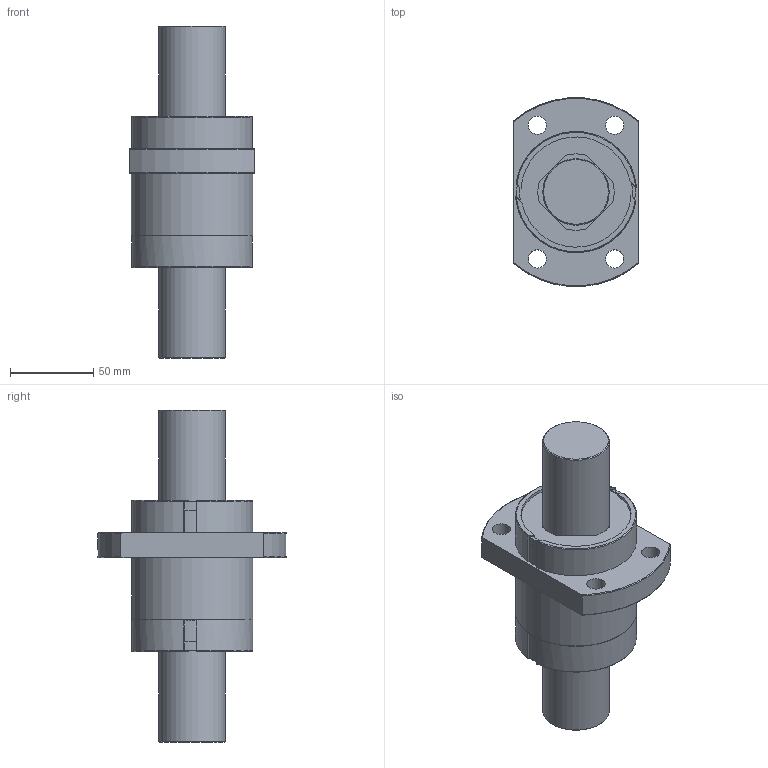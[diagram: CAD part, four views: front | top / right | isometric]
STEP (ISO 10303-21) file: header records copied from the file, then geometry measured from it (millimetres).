
FILE_DESCRIPTION(/* description */ ('STEP AP214'),/* implementation_level */ '2;1');
FILE_NAME(/* name */ 'SFYR4080-1.6(200N1N100-1)',/* time_stamp */ '2025-09-03T14:32:17+02:00',/* author */ ('License CC BY-ND 4.0'),/* organization */ ('CADENAS'),/* preprocessor_version */ 'ST-DEVELOPER v19.3',/* originating_system */ 'PARTsolutions',/* authorisation */ ' ');
FILE_SCHEMA (('AUTOMOTIVE_DESIGN {1 0 10303 214 3 1 1}'));
Length unit declared in the file: millimetre
Products named in the file (1): SFYR4080-1.6(200N1N100-1)
Bounding box: 75 x 113.82 x 200 mm (x, y, z)
Volume: 556077 mm3; surface area: 67219.5 mm2
Topology: 1 solids, 1 shells, 93 faces, 248 edges, 160 vertices
Faces by surface type: cylinder 43, plane 40, torus 8, cone 2
Full cylindrical faces by diameter (mm): 4.917 x1, 11 x4, 40 x2, 72.8 x1, 73 x2
Entity records: 2932 total; most frequent: CARTESIAN_POINT 568, DIRECTION 498, ORIENTED_EDGE 466, EDGE_CURVE 233, AXIS2_PLACEMENT_3D 189, VERTEX_POINT 157, EDGE_LOOP 124, FACE_BOUND 124
